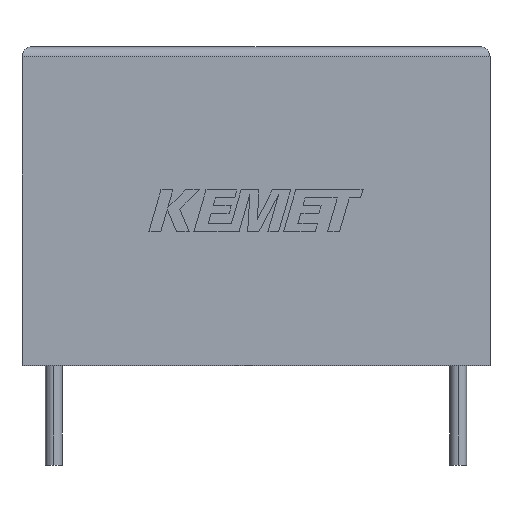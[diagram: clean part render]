
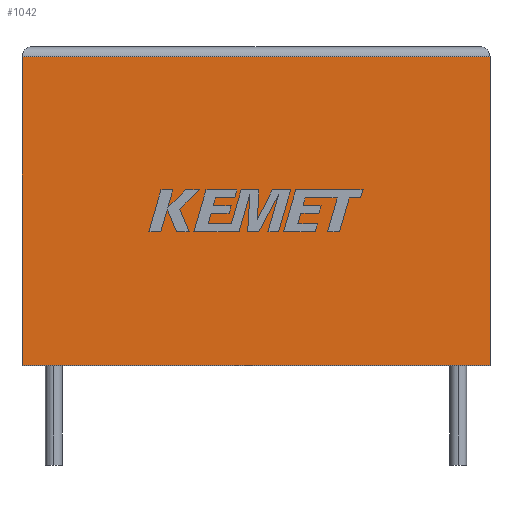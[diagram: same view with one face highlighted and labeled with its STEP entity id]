
A CAD part, top view. The second image highlights one B-rep face of the part: STEP entity #1042.
In plain terms, the highlighted planar face has unit normal (0, 0, 1).
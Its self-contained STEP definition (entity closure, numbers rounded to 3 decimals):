
#110 = VERTEX_POINT ( 'NONE', #1731 ) ;
#149 = VECTOR ( 'NONE', #2208, 1000. ) ;
#232 = CARTESIAN_POINT ( 'NONE',  ( 0., 0., 10.8 ) ) ;
#241 = LINE ( 'NONE', #1217, #682 ) ;
#257 = EDGE_CURVE ( 'NONE', #426, #110, #241, .T. ) ;
#272 = CARTESIAN_POINT ( 'NONE',  ( 23.5, 0., 10.8 ) ) ;
#282 = CARTESIAN_POINT ( 'NONE',  ( 23.5, 0., 10.8 ) ) ;
#350 = VECTOR ( 'NONE', #1407, 1000. ) ;
#351 = DIRECTION ( 'NONE',  ( 0., 0., -1. ) ) ;
#426 = VERTEX_POINT ( 'NONE', #1885 ) ;
#444 = DIRECTION ( 'NONE',  ( 0., -1., 0. ) ) ;
#554 = VECTOR ( 'NONE', #1376, 1000. ) ;
#647 = ORIENTED_EDGE ( 'NONE', *, *, #1209, .T. ) ;
#682 = VECTOR ( 'NONE', #444, 1000. ) ;
#728 = EDGE_CURVE ( 'NONE', #110, #1090, #2106, .T. ) ;
#1042 = ADVANCED_FACE ( 'NONE', ( #1620 ), #1645, .F. ) ;
#1090 = VERTEX_POINT ( 'NONE', #282 ) ;
#1209 = EDGE_CURVE ( 'NONE', #2215, #426, #2101, .T. ) ;
#1217 = CARTESIAN_POINT ( 'NONE',  ( 0., 0., 10.8 ) ) ;
#1274 = ORIENTED_EDGE ( 'NONE', *, *, #728, .T. ) ;
#1304 = EDGE_LOOP ( 'NONE', ( #1484, #647, #1419, #1274 ) ) ;
#1376 = DIRECTION ( 'NONE',  ( 1., 0., 0. ) ) ;
#1407 = DIRECTION ( 'NONE',  ( -1., 0., 0. ) ) ;
#1419 = ORIENTED_EDGE ( 'NONE', *, *, #257, .T. ) ;
#1484 = ORIENTED_EDGE ( 'NONE', *, *, #1613, .T. ) ;
#1613 = EDGE_CURVE ( 'NONE', #1090, #2215, #2396, .T. ) ;
#1620 = FACE_OUTER_BOUND ( 'NONE', #1304, .T. ) ;
#1645 = PLANE ( 'NONE',  #1703 ) ;
#1703 = AXIS2_PLACEMENT_3D ( 'NONE', #1891, #351, #1881 ) ;
#1731 = CARTESIAN_POINT ( 'NONE',  ( 0., 0., 10.8 ) ) ;
#1805 = CARTESIAN_POINT ( 'NONE',  ( 23.5, 15.5, 10.8 ) ) ;
#1881 = DIRECTION ( 'NONE',  ( -1., 0., 0. ) ) ;
#1885 = CARTESIAN_POINT ( 'NONE',  ( 0., 15.5, 10.8 ) ) ;
#1891 = CARTESIAN_POINT ( 'NONE',  ( 0., 0., 10.8 ) ) ;
#2005 = CARTESIAN_POINT ( 'NONE',  ( 0., 15.5, 10.8 ) ) ;
#2101 = LINE ( 'NONE', #2005, #350 ) ;
#2106 = LINE ( 'NONE', #232, #554 ) ;
#2208 = DIRECTION ( 'NONE',  ( 0., 1., 0. ) ) ;
#2215 = VERTEX_POINT ( 'NONE', #1805 ) ;
#2396 = LINE ( 'NONE', #272, #149 ) ;
